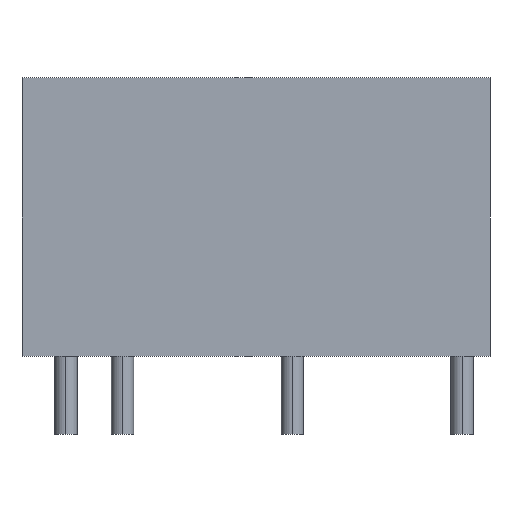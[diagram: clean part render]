
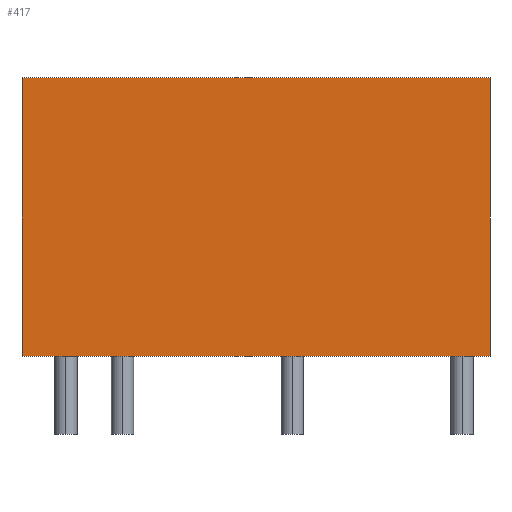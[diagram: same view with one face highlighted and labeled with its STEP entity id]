
A CAD part, left-side view. The second image highlights one B-rep face of the part: STEP entity #417.
In plain terms, the highlighted planar face has unit normal (-1, 0, 0).
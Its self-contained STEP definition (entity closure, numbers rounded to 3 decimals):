
#390=AXIS2_PLACEMENT_3D('Plane Axis2P3D',#387,#388,#389) ;
#294=CARTESIAN_POINT('Vertex',(0.,-10.5,-6.25)) ;
#299=CARTESIAN_POINT('Line Origine',(0.,0.,-6.25)) ;
#303=CARTESIAN_POINT('Vertex',(0.,10.5,-6.25)) ;
#387=CARTESIAN_POINT('Axis2P3D Location',(0.,0.,0.)) ;
#392=CARTESIAN_POINT('Line Origine',(0.,10.5,0.)) ;
#396=CARTESIAN_POINT('Vertex',(0.,10.5,6.25)) ;
#399=CARTESIAN_POINT('Line Origine',(0.,-10.5,0.)) ;
#403=CARTESIAN_POINT('Vertex',(0.,-10.5,6.25)) ;
#406=CARTESIAN_POINT('Line Origine',(0.,0.,6.25)) ;
#300=DIRECTION('Vector Direction',(0.,-1.,0.)) ;
#388=DIRECTION('Axis2P3D Direction',(1.,0.,0.)) ;
#389=DIRECTION('Axis2P3D XDirection',(0.,1.,0.)) ;
#393=DIRECTION('Vector Direction',(0.,0.,-1.)) ;
#400=DIRECTION('Vector Direction',(0.,0.,1.)) ;
#407=DIRECTION('Vector Direction',(0.,1.,0.)) ;
#301=VECTOR('Line Direction',#300,1.) ;
#394=VECTOR('Line Direction',#393,1.) ;
#401=VECTOR('Line Direction',#400,1.) ;
#408=VECTOR('Line Direction',#407,1.) ;
#412=ORIENTED_EDGE('',*,*,#398,.F.) ;
#413=ORIENTED_EDGE('',*,*,#305,.F.) ;
#414=ORIENTED_EDGE('',*,*,#405,.F.) ;
#415=ORIENTED_EDGE('',*,*,#410,.F.) ;
#417=ADVANCED_FACE('PartBody',(#416),#391,.F.) ;
#305=EDGE_CURVE('',#295,#304,#302,.F.) ;
#398=EDGE_CURVE('',#304,#397,#395,.F.) ;
#405=EDGE_CURVE('',#404,#295,#402,.F.) ;
#410=EDGE_CURVE('',#397,#404,#409,.F.) ;
#411=EDGE_LOOP('',(#412,#413,#414,#415)) ;
#416=FACE_OUTER_BOUND('',#411,.T.) ;
#302=LINE('Line',#299,#301) ;
#395=LINE('Line',#392,#394) ;
#402=LINE('Line',#399,#401) ;
#409=LINE('Line',#406,#408) ;
#391=PLANE('',#390) ;
#295=VERTEX_POINT('',#294) ;
#304=VERTEX_POINT('',#303) ;
#397=VERTEX_POINT('',#396) ;
#404=VERTEX_POINT('',#403) ;
